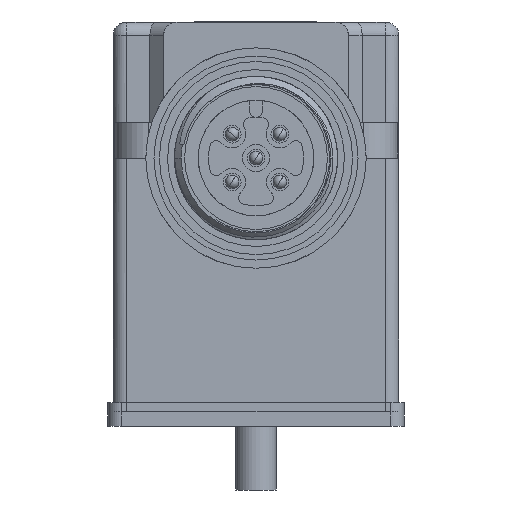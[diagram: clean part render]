
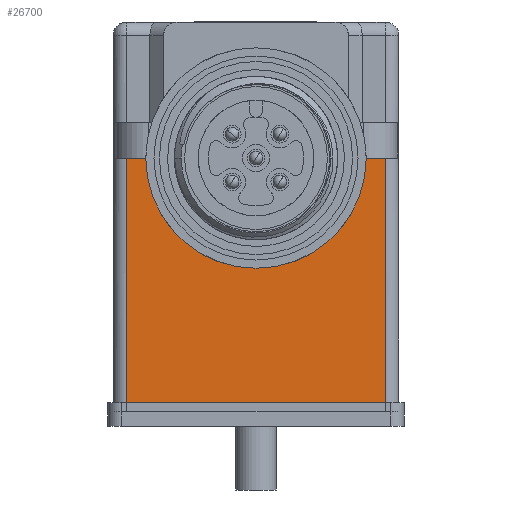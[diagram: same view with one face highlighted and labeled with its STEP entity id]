
A CAD part, front view. The second image highlights one B-rep face of the part: STEP entity #26700.
In plain terms, the highlighted planar face has unit normal (0, -1, 0).
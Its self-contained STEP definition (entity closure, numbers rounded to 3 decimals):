
#499 = LINE ( 'NONE', #5018, #2532 ) ;
#2064 = CARTESIAN_POINT ( 'NONE',  ( -7.8, -14.2, 16.198 ) ) ;
#2532 = VECTOR ( 'NONE', #4837, 1000. ) ;
#2577 = CARTESIAN_POINT ( 'NONE',  ( 0., -14.2, 16.198 ) ) ;
#2604 = EDGE_CURVE ( 'NONE', #27245, #21689, #21454, .T. ) ;
#3092 = PLANE ( 'NONE',  #6670 ) ;
#3543 = LINE ( 'NONE', #2064, #22332 ) ;
#4837 = DIRECTION ( 'NONE',  ( 0., 0., -1. ) ) ;
#5018 = CARTESIAN_POINT ( 'NONE',  ( 9.5, -14.2, 16.198 ) ) ;
#5551 = CARTESIAN_POINT ( 'NONE',  ( 9.5, -14.2, -2.402 ) ) ;
#6090 = AXIS2_PLACEMENT_3D ( 'NONE', #2577, #15491, #19904 ) ;
#6288 = DIRECTION ( 'NONE',  ( -1., 0., 0. ) ) ;
#6292 = VECTOR ( 'NONE', #25335, 1000. ) ;
#6670 = AXIS2_PLACEMENT_3D ( 'NONE', #18101, #9611, #24593 ) ;
#6704 = CARTESIAN_POINT ( 'NONE',  ( -9.5, -14.2, -2.402 ) ) ;
#7038 = EDGE_LOOP ( 'NONE', ( #16214, #16298, #23412, #17632, #13864, #13213 ) ) ;
#7086 = EDGE_CURVE ( 'NONE', #15600, #21689, #18784, .T. ) ;
#7203 = CARTESIAN_POINT ( 'NONE',  ( 9.5, -14.2, 16.198 ) ) ;
#7390 = DIRECTION ( 'NONE',  ( -1., 0., 0. ) ) ;
#8256 = FACE_OUTER_BOUND ( 'NONE', #7038, .T. ) ;
#9611 = DIRECTION ( 'NONE',  ( 0., -1., 0. ) ) ;
#11306 = CARTESIAN_POINT ( 'NONE',  ( 9.5, -14.2, 16.198 ) ) ;
#12991 = EDGE_CURVE ( 'NONE', #24102, #24780, #19057, .T. ) ;
#13213 = ORIENTED_EDGE ( 'NONE', *, *, #7086, .F. ) ;
#13799 = CARTESIAN_POINT ( 'NONE',  ( 7.8, -14.2, 16.198 ) ) ;
#13864 = ORIENTED_EDGE ( 'NONE', *, *, #2604, .T. ) ;
#14471 = VECTOR ( 'NONE', #22805, 1000. ) ;
#15491 = DIRECTION ( 'NONE',  ( 0., -1., 0. ) ) ;
#15600 = VERTEX_POINT ( 'NONE', #20296 ) ;
#15601 = CARTESIAN_POINT ( 'NONE',  ( -9.5, -14.2, 16.198 ) ) ;
#16214 = ORIENTED_EDGE ( 'NONE', *, *, #25217, .T. ) ;
#16298 = ORIENTED_EDGE ( 'NONE', *, *, #12991, .T. ) ;
#16377 = CARTESIAN_POINT ( 'NONE',  ( -9.5, -14.2, 16.198 ) ) ;
#17632 = ORIENTED_EDGE ( 'NONE', *, *, #24118, .F. ) ;
#18101 = CARTESIAN_POINT ( 'NONE',  ( 9.5, -14.2, 16.198 ) ) ;
#18784 = CIRCLE ( 'NONE', #6090, 7.8 ) ;
#19057 = LINE ( 'NONE', #16377, #6292 ) ;
#19306 = CARTESIAN_POINT ( 'NONE',  ( 9.5, -14.2, -2.402 ) ) ;
#19904 = DIRECTION ( 'NONE',  ( 1., 0., 0. ) ) ;
#20296 = CARTESIAN_POINT ( 'NONE',  ( -7.8, -14.2, 16.198 ) ) ;
#21454 = LINE ( 'NONE', #7203, #26533 ) ;
#21689 = VERTEX_POINT ( 'NONE', #13799 ) ;
#22332 = VECTOR ( 'NONE', #6288, 1000. ) ;
#22805 = DIRECTION ( 'NONE',  ( -1., 0., 0. ) ) ;
#23232 = LINE ( 'NONE', #5551, #14471 ) ;
#23412 = ORIENTED_EDGE ( 'NONE', *, *, #25011, .F. ) ;
#23822 = VERTEX_POINT ( 'NONE', #19306 ) ;
#24102 = VERTEX_POINT ( 'NONE', #15601 ) ;
#24118 = EDGE_CURVE ( 'NONE', #27245, #23822, #499, .T. ) ;
#24593 = DIRECTION ( 'NONE',  ( -1., 0., 0. ) ) ;
#24780 = VERTEX_POINT ( 'NONE', #6704 ) ;
#25011 = EDGE_CURVE ( 'NONE', #23822, #24780, #23232, .T. ) ;
#25217 = EDGE_CURVE ( 'NONE', #15600, #24102, #3543, .T. ) ;
#25335 = DIRECTION ( 'NONE',  ( 0., 0., -1. ) ) ;
#26533 = VECTOR ( 'NONE', #7390, 1000. ) ;
#26700 = ADVANCED_FACE ( 'NONE', ( #8256 ), #3092, .T. ) ;
#27245 = VERTEX_POINT ( 'NONE', #11306 ) ;
